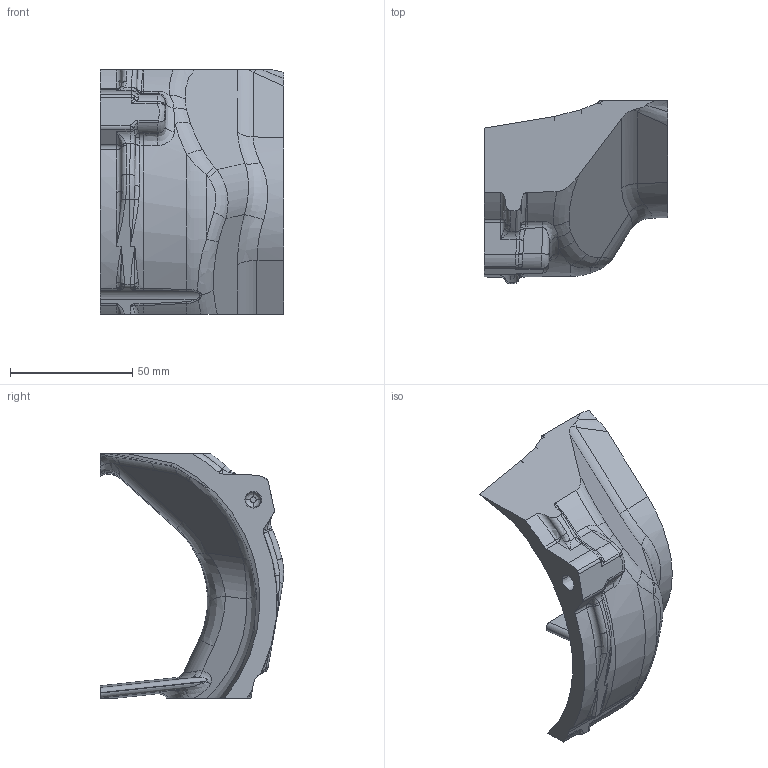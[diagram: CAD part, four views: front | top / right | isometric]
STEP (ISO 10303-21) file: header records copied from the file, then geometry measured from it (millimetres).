
FILE_DESCRIPTION(('Open CASCADE Model'),'2;1');
FILE_NAME('Open CASCADE Shape Model','2018-08-28T12:20:24',( 'CAD Processor'),('OPEN CASCADE S.A.S'), 'Open CASCADE STEP processor 7.3','CAD Processor','Unknown');
FILE_SCHEMA(('AP242_MANAGED_MODEL_BASED_3D_ENGINEERING_MIM_LF. {1 0 10303 442 1 1 4 }'));
Length unit declared in the file: millimetre
Products named in the file (1): Open_CASCADE_STEP_translator_7.3_1
Bounding box: 75 x 75.06 x 100 mm (x, y, z)
Volume: 70332.2 mm3; surface area: 27387.9 mm2
Topology: 1 solids, 1 shells, 232 faces, 563 edges, 330 vertices
Faces by surface type: bspline 125, cylinder 52, plane 32, torus 9, cone 8, sphere 6
Entity records: 16623 total; most frequent: CARTESIAN_POINT 12504, ORIENTED_EDGE 1118, EDGE_CURVE 559, DIRECTION 450, B_SPLINE_CURVE_WITH_KNOTS 340, VERTEX_POINT 330, FACE_BOUND 233, EDGE_LOOP 233
